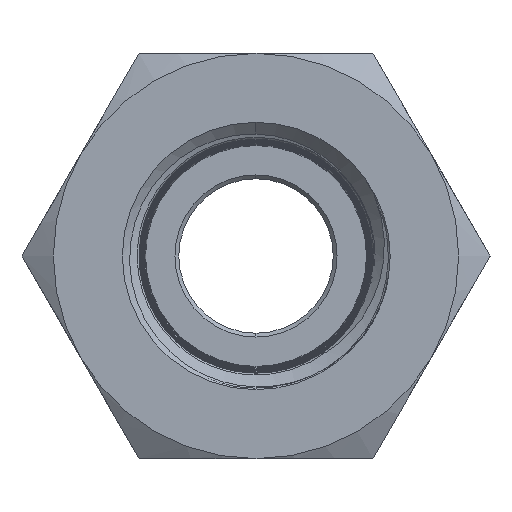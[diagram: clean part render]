
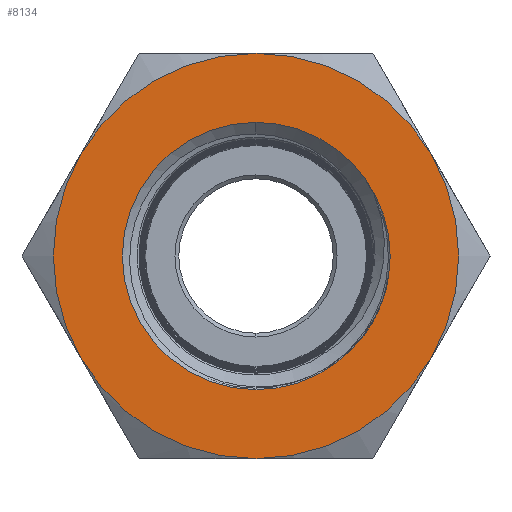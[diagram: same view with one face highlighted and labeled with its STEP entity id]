
A CAD part, front view. The second image highlights one B-rep face of the part: STEP entity #8134.
In plain terms, the highlighted planar face has unit normal (0, -1, 0).
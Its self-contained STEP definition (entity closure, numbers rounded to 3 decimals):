
#630 = CARTESIAN_POINT ( 'NONE',  ( 0., -19.7, 10.5 ) ) ;
#736 = DIRECTION ( 'NONE',  ( 0., 1., 0. ) ) ;
#1343 = CARTESIAN_POINT ( 'NONE',  ( 0., -19.7, 0. ) ) ;
#1838 = PLANE ( 'NONE',  #32004 ) ;
#2634 = CARTESIAN_POINT ( 'NONE',  ( 6.437, -19.7, 2.635 ) ) ;
#2773 = CARTESIAN_POINT ( 'NONE',  ( 6.178, -19.7, -3.125 ) ) ;
#2866 = ORIENTED_EDGE ( 'NONE', *, *, #16689, .T. ) ;
#3039 = CARTESIAN_POINT ( 'NONE',  ( 0., -19.7, 0. ) ) ;
#3379 = ORIENTED_EDGE ( 'NONE', *, *, #39892, .T. ) ;
#3661 = FACE_OUTER_BOUND ( 'NONE', #26319, .T. ) ;
#4580 = DIRECTION ( 'NONE',  ( 0., 0., 1. ) ) ;
#4743 = CARTESIAN_POINT ( 'NONE',  ( 0., -19.7, -6.924 ) ) ;
#5045 = VERTEX_POINT ( 'NONE', #4743 ) ;
#5197 = CARTESIAN_POINT ( 'NONE',  ( 0., -19.7, -10.5 ) ) ;
#5597 = CARTESIAN_POINT ( 'NONE',  ( 0., -19.7, 0. ) ) ;
#5902 = CARTESIAN_POINT ( 'NONE',  ( 6.182, -19.7, 3.118 ) ) ;
#6299 = DIRECTION ( 'NONE',  ( 0., 0., 1. ) ) ;
#6639 = ORIENTED_EDGE ( 'NONE', *, *, #21225, .F. ) ;
#6753 = DIRECTION ( 'NONE',  ( 0., 1., 0. ) ) ;
#7942 = VERTEX_POINT ( 'NONE', #23638 ) ;
#8134 = ADVANCED_FACE ( 'NONE', ( #29529, #3661 ), #1838, .F. ) ;
#8271 = EDGE_CURVE ( 'NONE', #40590, #41255, #14168, .T. ) ;
#8696 = CARTESIAN_POINT ( 'NONE',  ( 0., -19.7, 0. ) ) ;
#8850 = DIRECTION ( 'NONE',  ( 0., 0., 1. ) ) ;
#8875 = CARTESIAN_POINT ( 'NONE',  ( -9.093, -19.7, -5.25 ) ) ;
#9154 = CARTESIAN_POINT ( 'NONE',  ( 6.873, -19.7, 1.074 ) ) ;
#9441 = CIRCLE ( 'NONE', #40383, 10.5 ) ;
#10138 = CARTESIAN_POINT ( 'NONE',  ( 9.093, -19.7, 5.25 ) ) ;
#11270 = CIRCLE ( 'NONE', #33096, 10.5 ) ;
#11609 = EDGE_CURVE ( 'NONE', #15307, #29264, #21574, .T. ) ;
#11728 = AXIS2_PLACEMENT_3D ( 'NONE', #5597, #28290, #8850 ) ;
#11797 = ORIENTED_EDGE ( 'NONE', *, *, #40463, .F. ) ;
#11937 = DIRECTION ( 'NONE',  ( 0., 0., 1. ) ) ;
#12393 = CARTESIAN_POINT ( 'NONE',  ( 6.953, -19.7, 0.264 ) ) ;
#12605 = VERTEX_POINT ( 'NONE', #5197 ) ;
#12792 = DIRECTION ( 'NONE',  ( 0., -1., 0. ) ) ;
#13655 = ORIENTED_EDGE ( 'NONE', *, *, #8271, .T. ) ;
#13847 = CIRCLE ( 'NONE', #32906, 6.924 ) ;
#14168 = B_SPLINE_CURVE_WITH_KNOTS ( 'NONE', 3,
 ( #5902, #2634, #22034, #28586, #9154, #31837, #12393, #35100, #15639, #38343, #18909, #41592, #22178, #2773 ),
 .UNSPECIFIED., .F., .F.,
 ( 4, 2, 2, 2, 2, 2, 4 ),
 ( 0.002, 0.004, 0.004, 0.005, 0.006, 0.007, 0.008 ),
 .UNSPECIFIED. ) ;
#15017 = VERTEX_POINT ( 'NONE', #8875 ) ;
#15307 = VERTEX_POINT ( 'NONE', #630 ) ;
#15639 = CARTESIAN_POINT ( 'NONE',  ( 6.936, -19.7, -0.544 ) ) ;
#16689 = EDGE_CURVE ( 'NONE', #12605, #7942, #11270, .T. ) ;
#16887 = CARTESIAN_POINT ( 'NONE',  ( -9.093, -19.7, 5.25 ) ) ;
#17219 = CARTESIAN_POINT ( 'NONE',  ( 0., -19.7, 0. ) ) ;
#17300 = CARTESIAN_POINT ( 'NONE',  ( 0., -19.7, 0. ) ) ;
#18229 = DIRECTION ( 'NONE',  ( 0., 1., 0. ) ) ;
#18909 = CARTESIAN_POINT ( 'NONE',  ( 6.821, -19.7, -1.353 ) ) ;
#19395 = CARTESIAN_POINT ( 'NONE',  ( 6.178, -19.7, -3.125 ) ) ;
#20096 = CARTESIAN_POINT ( 'NONE',  ( 0., -19.7, 0. ) ) ;
#20499 = DIRECTION ( 'NONE',  ( 0., 0., 1. ) ) ;
#20570 = DIRECTION ( 'NONE',  ( 0., 0., 1. ) ) ;
#21225 = EDGE_CURVE ( 'NONE', #15017, #38408, #9441, .T. ) ;
#21283 = EDGE_LOOP ( 'NONE', ( #3379, #36496, #35978, #13655 ) ) ;
#21455 = CIRCLE ( 'NONE', #36940, 6.924 ) ;
#21574 = CIRCLE ( 'NONE', #22618, 10.5 ) ;
#22034 = CARTESIAN_POINT ( 'NONE',  ( 6.628, -19.7, 2.131 ) ) ;
#22178 = CARTESIAN_POINT ( 'NONE',  ( 6.433, -19.7, -2.645 ) ) ;
#22618 = AXIS2_PLACEMENT_3D ( 'NONE', #17219, #39915, #20499 ) ;
#22663 = EDGE_CURVE ( 'NONE', #5045, #22708, #21455, .T. ) ;
#22708 = VERTEX_POINT ( 'NONE', #39191 ) ;
#23364 = DIRECTION ( 'NONE',  ( 0., 0., 1. ) ) ;
#23470 = CIRCLE ( 'NONE', #11728, 10.5 ) ;
#23638 = CARTESIAN_POINT ( 'NONE',  ( 9.093, -19.7, -5.25 ) ) ;
#23979 = DIRECTION ( 'NONE',  ( 0., 1., 0. ) ) ;
#24499 = AXIS2_PLACEMENT_3D ( 'NONE', #17300, #39990, #20570 ) ;
#24975 = CIRCLE ( 'NONE', #39965, 10.5 ) ;
#25699 = DIRECTION ( 'NONE',  ( 0., 1., 0. ) ) ;
#26167 = CARTESIAN_POINT ( 'NONE',  ( 0., -19.7, 0. ) ) ;
#26319 = EDGE_LOOP ( 'NONE', ( #37119, #11797, #6639, #27655, #2866, #27122 ) ) ;
#27122 = ORIENTED_EDGE ( 'NONE', *, *, #33041, .F. ) ;
#27655 = ORIENTED_EDGE ( 'NONE', *, *, #40280, .F. ) ;
#28290 = DIRECTION ( 'NONE',  ( 0., 1., 0. ) ) ;
#28586 = CARTESIAN_POINT ( 'NONE',  ( 6.823, -19.7, 1.343 ) ) ;
#29264 = VERTEX_POINT ( 'NONE', #10138 ) ;
#29452 = DIRECTION ( 'NONE',  ( 0., 0., 1. ) ) ;
#29529 = FACE_BOUND ( 'NONE', #21283, .T. ) ;
#30073 = CIRCLE ( 'NONE', #24499, 10.5 ) ;
#31202 = CIRCLE ( 'NONE', #32896, 6.924 ) ;
#31383 = DIRECTION ( 'NONE',  ( 0., 1., 0. ) ) ;
#31837 = CARTESIAN_POINT ( 'NONE',  ( 6.938, -19.7, 0.534 ) ) ;
#31875 = EDGE_CURVE ( 'NONE', #22708, #40590, #31202, .T. ) ;
#32004 = AXIS2_PLACEMENT_3D ( 'NONE', #37651, #18229, #40920 ) ;
#32232 = CARTESIAN_POINT ( 'NONE',  ( 0., -19.7, 0. ) ) ;
#32896 = AXIS2_PLACEMENT_3D ( 'NONE', #20096, #736, #23364 ) ;
#32906 = AXIS2_PLACEMENT_3D ( 'NONE', #1343, #23979, #4580 ) ;
#33041 = EDGE_CURVE ( 'NONE', #29264, #7942, #30073, .T. ) ;
#33096 = AXIS2_PLACEMENT_3D ( 'NONE', #32232, #12792, #35509 ) ;
#35100 = CARTESIAN_POINT ( 'NONE',  ( 6.953, -19.7, -0.275 ) ) ;
#35509 = DIRECTION ( 'NONE',  ( 0., 0., -1. ) ) ;
#35978 = ORIENTED_EDGE ( 'NONE', *, *, #31875, .T. ) ;
#36496 = ORIENTED_EDGE ( 'NONE', *, *, #22663, .T. ) ;
#36940 = AXIS2_PLACEMENT_3D ( 'NONE', #26167, #6753, #29452 ) ;
#37119 = ORIENTED_EDGE ( 'NONE', *, *, #11609, .F. ) ;
#37651 = CARTESIAN_POINT ( 'NONE',  ( 0., -19.7, 0. ) ) ;
#38343 = CARTESIAN_POINT ( 'NONE',  ( 6.871, -19.7, -1.083 ) ) ;
#38408 = VERTEX_POINT ( 'NONE', #16887 ) ;
#38999 = CARTESIAN_POINT ( 'NONE',  ( 6.182, -19.7, 3.118 ) ) ;
#39191 = CARTESIAN_POINT ( 'NONE',  ( 0., -19.7, 6.924 ) ) ;
#39892 = EDGE_CURVE ( 'NONE', #41255, #5045, #13847, .T. ) ;
#39915 = DIRECTION ( 'NONE',  ( 0., 1., 0. ) ) ;
#39965 = AXIS2_PLACEMENT_3D ( 'NONE', #3039, #25699, #6299 ) ;
#39990 = DIRECTION ( 'NONE',  ( 0., 1., 0. ) ) ;
#40280 = EDGE_CURVE ( 'NONE', #12605, #15017, #23470, .T. ) ;
#40383 = AXIS2_PLACEMENT_3D ( 'NONE', #8696, #31383, #11937 ) ;
#40463 = EDGE_CURVE ( 'NONE', #38408, #15307, #24975, .T. ) ;
#40590 = VERTEX_POINT ( 'NONE', #38999 ) ;
#40920 = DIRECTION ( 'NONE',  ( 0., 0., 1. ) ) ;
#41255 = VERTEX_POINT ( 'NONE', #19395 ) ;
#41592 = CARTESIAN_POINT ( 'NONE',  ( 6.626, -19.7, -2.141 ) ) ;
